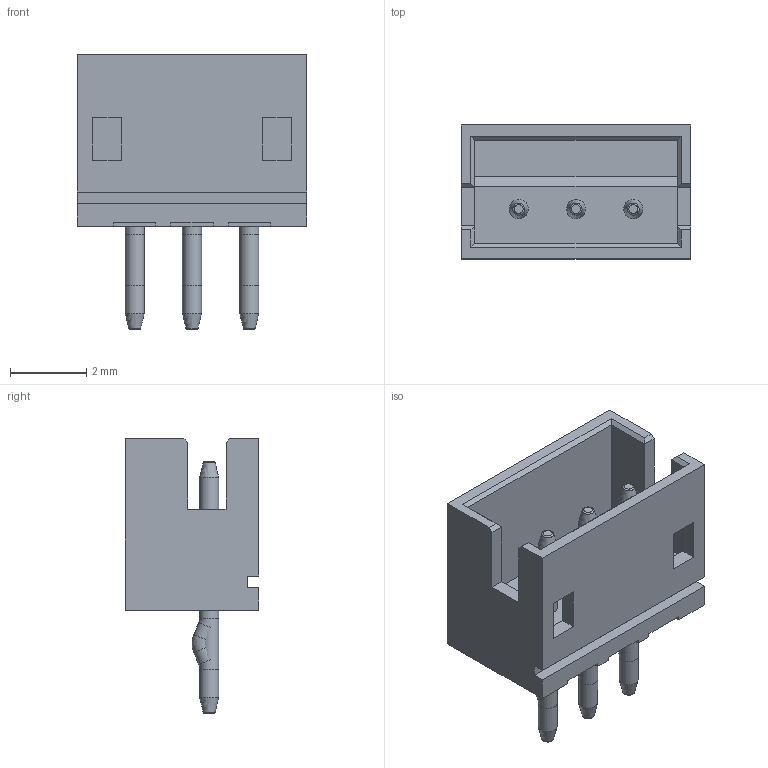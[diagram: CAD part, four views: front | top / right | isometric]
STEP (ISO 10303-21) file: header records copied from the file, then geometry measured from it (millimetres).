
FILE_DESCRIPTION(/* description */ ('Unknown'),/* implementation_level */ '2;1');
FILE_NAME(/* name */ '64800311622',/* time_stamp */ '2018-11-05T16:37:33+01:00',/* author */ ('Unknown'),/* organization */ ('Unknown'),/* preprocessor_version */ 'ST-DEVELOPER v16.7',/* originating_system */ 'DEX',/* authorisation */ $);
FILE_SCHEMA (('AUTOMOTIVE_DESIGN {1 0 10303 214 3 1 1}'));
Length unit declared in the file: millimetre
Products named in the file (4): 6480xx11622; 64800311622; 6480xx11622_PIN; 6480xx11622_PIN2
Assembly tree (7 placements, depth 2):
  6480xx11622
    64800311622
    6480xx11622_PIN  x3
    6480xx11622_PIN2  x3
Bounding box: 6 x 3.5 x 7.2 mm (x, y, z)
Volume: 53.4 mm3; surface area: 244.4 mm2
Topology: 7 solids, 7 shells, 129 faces, 316 edges, 201 vertices
Faces by surface type: plane 78, torus 21, cylinder 18, cone 12
Full cylindrical faces by diameter (mm): 0.5 x18
Entity records: 2688 total; most frequent: CARTESIAN_POINT 449, DIRECTION 426, ORIENTED_EDGE 416, EDGE_CURVE 208, LINE 184, VECTOR 184, VERTEX_POINT 144, AXIS2_PLACEMENT_3D 121
